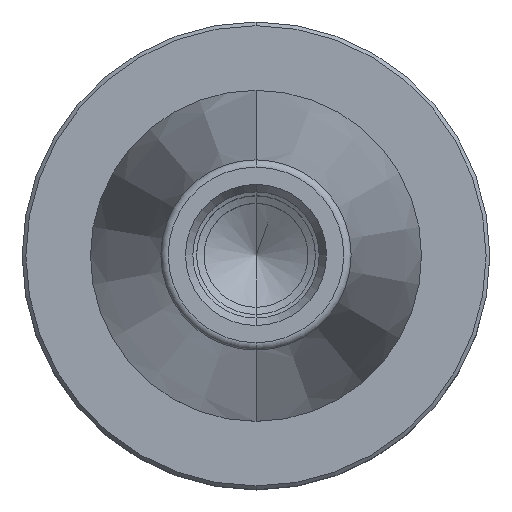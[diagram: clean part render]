
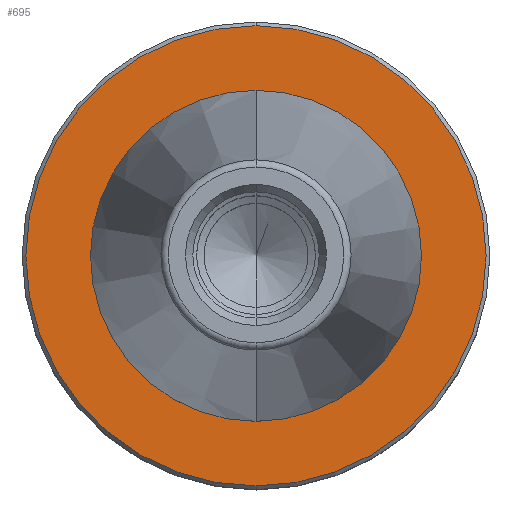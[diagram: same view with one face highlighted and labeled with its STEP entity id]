
A CAD part, top view. The second image highlights one B-rep face of the part: STEP entity #695.
In plain terms, the highlighted planar face has unit normal (0, 0, 1).
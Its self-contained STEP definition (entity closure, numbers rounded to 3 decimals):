
#307=VERTEX_POINT('',#847);
#371=EDGE_CURVE('',#769,#767,#919,.T.);
#423=EDGE_CURVE('',#707,#307,#979,.T.);
#473=EDGE_CURVE('',#307,#707,#1036,.T.);
#553=EDGE_CURVE('',#767,#769,#1129,.T.);
#695=ADVANCED_FACE('',(#1284,#1285),#1286,.T.);
#707=VERTEX_POINT('',#1299);
#767=VERTEX_POINT('',#1372);
#769=VERTEX_POINT('',#1374);
#847=CARTESIAN_POINT('',(0.,-22.298,-2.0));
#919=CIRCLE('',#1545,31.0);
#979=CIRCLE('',#1627,22.298);
#1036=CIRCLE('',#1701,22.298);
#1129=CIRCLE('',#1818,31.0);
#1284=FACE_OUTER_BOUND('',#2027,.T.);
#1285=FACE_BOUND('',#2028,.T.);
#1286=PLANE('',#2029);
#1299=CARTESIAN_POINT('',(0.0,22.298,-2.0));
#1372=CARTESIAN_POINT('',(0.,-31.0,-2.0));
#1374=CARTESIAN_POINT('',(0.0,31.0,-2.0));
#1545=AXIS2_PLACEMENT_3D('',#2293,#2294,#2295);
#1627=AXIS2_PLACEMENT_3D('',#2380,#2381,#2382);
#1701=AXIS2_PLACEMENT_3D('',#2462,#2463,#2464);
#1818=AXIS2_PLACEMENT_3D('',#2591,#2592,#2593);
#2027=EDGE_LOOP('',(#2787,#2788));
#2028=EDGE_LOOP('',(#2789,#2790));
#2029=AXIS2_PLACEMENT_3D('',#2791,#2792,#2793);
#2293=CARTESIAN_POINT('',(0.0,0.0,-2.0));
#2294=DIRECTION('',(0.0,0.0,-1.0));
#2295=DIRECTION('',(0.0,1.0,0.0));
#2380=CARTESIAN_POINT('',(0.0,0.0,-2.0));
#2381=DIRECTION('',(0.0,0.0,-1.0));
#2382=DIRECTION('',(0.0,1.0,0.0));
#2462=CARTESIAN_POINT('',(0.0,0.0,-2.0));
#2463=DIRECTION('',(0.0,0.0,-1.0));
#2464=DIRECTION('',(0.0,1.0,0.0));
#2591=CARTESIAN_POINT('',(0.0,0.0,-2.0));
#2592=DIRECTION('',(0.0,0.0,-1.0));
#2593=DIRECTION('',(0.0,1.0,0.0));
#2787=ORIENTED_EDGE('',*,*,#371,.F.);
#2788=ORIENTED_EDGE('',*,*,#553,.F.);
#2789=ORIENTED_EDGE('',*,*,#423,.T.);
#2790=ORIENTED_EDGE('',*,*,#473,.T.);
#2791=CARTESIAN_POINT('',(0.0,26.649,-2.0));
#2792=DIRECTION('',(-0.0,0.0,1.0));
#2793=DIRECTION('',(0.0,-1.0,0.0));
